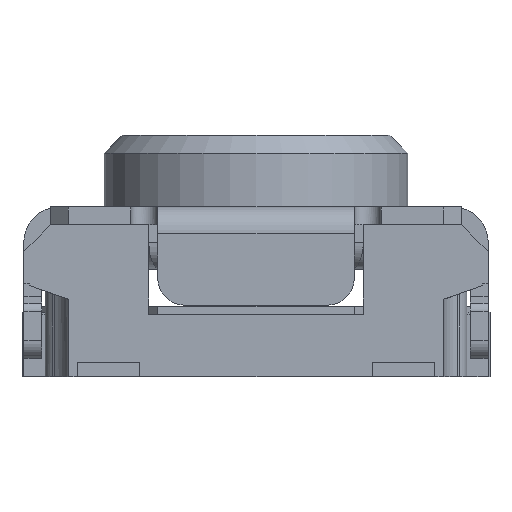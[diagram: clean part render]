
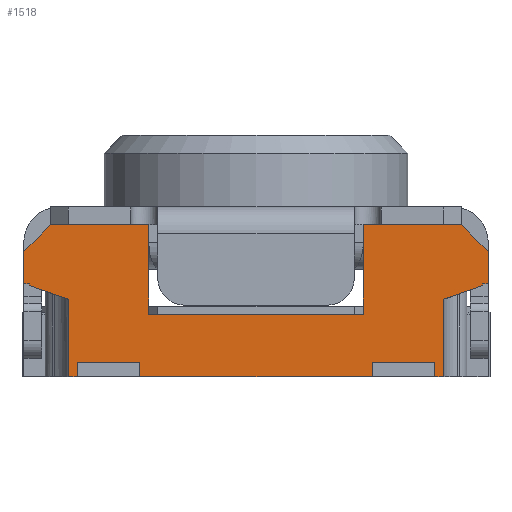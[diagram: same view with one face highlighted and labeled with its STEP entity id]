
A CAD part, left-side view. The second image highlights one B-rep face of the part: STEP entity #1518.
In plain terms, the highlighted planar face has unit normal (-1, 0, 0).
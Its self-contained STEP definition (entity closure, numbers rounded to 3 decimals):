
#273 = VERTEX_POINT('',#274);
#274 = CARTESIAN_POINT('',(-1.525,0.,1.05));
#280 = EDGE_CURVE('',#273,#281,#283,.T.);
#281 = VERTEX_POINT('',#282);
#282 = CARTESIAN_POINT('',(-1.525,0.,1.));
#283 = LINE('',#284,#285);
#284 = CARTESIAN_POINT('',(-1.525,0.,1.05));
#285 = VECTOR('',#286,1.);
#286 = DIRECTION('',(0.,0.,-1.));
#305 = VERTEX_POINT('',#306);
#306 = CARTESIAN_POINT('',(-1.525,0.,0.65));
#312 = EDGE_CURVE('',#305,#313,#315,.T.);
#313 = VERTEX_POINT('',#314);
#314 = CARTESIAN_POINT('',(-1.525,0.,-0.65));
#315 = LINE('',#316,#317);
#316 = CARTESIAN_POINT('',(-1.525,0.,0.65));
#317 = VECTOR('',#318,1.);
#318 = DIRECTION('',(0.,0.,-1.));
#337 = VERTEX_POINT('',#338);
#338 = CARTESIAN_POINT('',(-1.525,0.,-1.));
#344 = EDGE_CURVE('',#337,#345,#347,.T.);
#345 = VERTEX_POINT('',#346);
#346 = CARTESIAN_POINT('',(-1.525,0.,-1.05));
#347 = LINE('',#348,#349);
#348 = CARTESIAN_POINT('',(-1.525,0.,-1.));
#349 = VECTOR('',#350,1.);
#350 = DIRECTION('',(0.,0.,-1.));
#1499 = VERTEX_POINT('',#1500);
#1500 = CARTESIAN_POINT('',(-1.525,0.433,1.05));
#1506 = EDGE_CURVE('',#273,#1499,#1507,.T.);
#1507 = LINE('',#1508,#1509);
#1508 = CARTESIAN_POINT('',(-1.525,0.,1.05));
#1509 = VECTOR('',#1510,1.);
#1510 = DIRECTION('',(0.,1.,0.));
#1518 = ADVANCED_FACE('',(#1519),#1695,.F.);
#1519 = FACE_BOUND('',#1520,.T.);
#1520 = EDGE_LOOP('',(#1521,#1522,#1523,#1531,#1539,#1547,#1555,#1563,
    #1571,#1579,#1587,#1595,#1603,#1611,#1619,#1627,#1635,#1643,#1649,
    #1650,#1658,#1666,#1672,#1673,#1681,#1689));
#1521 = ORIENTED_EDGE('',*,*,#280,.F.);
#1522 = ORIENTED_EDGE('',*,*,#1506,.T.);
#1523 = ORIENTED_EDGE('',*,*,#1524,.F.);
#1524 = EDGE_CURVE('',#1525,#1499,#1527,.T.);
#1525 = VERTEX_POINT('',#1526);
#1526 = CARTESIAN_POINT('',(-1.525,0.51,1.27));
#1527 = LINE('',#1528,#1529);
#1528 = CARTESIAN_POINT('',(-1.525,0.51,1.27));
#1529 = VECTOR('',#1530,1.);
#1530 = DIRECTION('',(0.,-0.33,-0.944));
#1531 = ORIENTED_EDGE('',*,*,#1532,.T.);
#1532 = EDGE_CURVE('',#1525,#1533,#1535,.T.);
#1533 = VERTEX_POINT('',#1534);
#1534 = CARTESIAN_POINT('',(-1.525,0.52,1.27));
#1535 = LINE('',#1536,#1537);
#1536 = CARTESIAN_POINT('',(-1.525,0.51,1.27));
#1537 = VECTOR('',#1538,1.);
#1538 = DIRECTION('',(0.,1.,0.));
#1539 = ORIENTED_EDGE('',*,*,#1540,.F.);
#1540 = EDGE_CURVE('',#1541,#1533,#1543,.T.);
#1541 = VERTEX_POINT('',#1542);
#1542 = CARTESIAN_POINT('',(-1.525,0.52,1.3));
#1543 = LINE('',#1544,#1545);
#1544 = CARTESIAN_POINT('',(-1.525,0.52,1.3));
#1545 = VECTOR('',#1546,1.);
#1546 = DIRECTION('',(0.,0.,-1.));
#1547 = ORIENTED_EDGE('',*,*,#1548,.T.);
#1548 = EDGE_CURVE('',#1541,#1549,#1551,.T.);
#1549 = VERTEX_POINT('',#1550);
#1550 = CARTESIAN_POINT('',(-1.525,0.7,1.3));
#1551 = LINE('',#1552,#1553);
#1552 = CARTESIAN_POINT('',(-1.525,0.52,1.3));
#1553 = VECTOR('',#1554,1.);
#1554 = DIRECTION('',(0.,1.,0.));
#1555 = ORIENTED_EDGE('',*,*,#1556,.F.);
#1556 = EDGE_CURVE('',#1557,#1549,#1559,.T.);
#1557 = VERTEX_POINT('',#1558);
#1558 = CARTESIAN_POINT('',(-1.525,0.85,1.15));
#1559 = LINE('',#1560,#1561);
#1560 = CARTESIAN_POINT('',(-1.525,0.85,1.15));
#1561 = VECTOR('',#1562,1.);
#1562 = DIRECTION('',(0.,-0.707,0.707));
#1563 = ORIENTED_EDGE('',*,*,#1564,.T.);
#1564 = EDGE_CURVE('',#1557,#1565,#1567,.T.);
#1565 = VERTEX_POINT('',#1566);
#1566 = CARTESIAN_POINT('',(-1.525,0.85,0.6));
#1567 = LINE('',#1568,#1569);
#1568 = CARTESIAN_POINT('',(-1.525,0.85,1.15));
#1569 = VECTOR('',#1570,1.);
#1570 = DIRECTION('',(0.,0.,-1.));
#1571 = ORIENTED_EDGE('',*,*,#1572,.T.);
#1572 = EDGE_CURVE('',#1565,#1573,#1575,.T.);
#1573 = VERTEX_POINT('',#1574);
#1574 = CARTESIAN_POINT('',(-1.525,0.35,0.6));
#1575 = LINE('',#1576,#1577);
#1576 = CARTESIAN_POINT('',(-1.525,0.85,0.6));
#1577 = VECTOR('',#1578,1.);
#1578 = DIRECTION('',(0.,-1.,0.));
#1579 = ORIENTED_EDGE('',*,*,#1580,.T.);
#1580 = EDGE_CURVE('',#1573,#1581,#1583,.T.);
#1581 = VERTEX_POINT('',#1582);
#1582 = CARTESIAN_POINT('',(-1.525,0.35,-0.6));
#1583 = LINE('',#1584,#1585);
#1584 = CARTESIAN_POINT('',(-1.525,0.35,0.6));
#1585 = VECTOR('',#1586,1.);
#1586 = DIRECTION('',(0.,0.,-1.));
#1587 = ORIENTED_EDGE('',*,*,#1588,.T.);
#1588 = EDGE_CURVE('',#1581,#1589,#1591,.T.);
#1589 = VERTEX_POINT('',#1590);
#1590 = CARTESIAN_POINT('',(-1.525,0.85,-0.6));
#1591 = LINE('',#1592,#1593);
#1592 = CARTESIAN_POINT('',(-1.525,0.35,-0.6));
#1593 = VECTOR('',#1594,1.);
#1594 = DIRECTION('',(0.,1.,0.));
#1595 = ORIENTED_EDGE('',*,*,#1596,.T.);
#1596 = EDGE_CURVE('',#1589,#1597,#1599,.T.);
#1597 = VERTEX_POINT('',#1598);
#1598 = CARTESIAN_POINT('',(-1.525,0.85,-1.15));
#1599 = LINE('',#1600,#1601);
#1600 = CARTESIAN_POINT('',(-1.525,0.85,-0.6));
#1601 = VECTOR('',#1602,1.);
#1602 = DIRECTION('',(0.,0.,-1.));
#1603 = ORIENTED_EDGE('',*,*,#1604,.F.);
#1604 = EDGE_CURVE('',#1605,#1597,#1607,.T.);
#1605 = VERTEX_POINT('',#1606);
#1606 = CARTESIAN_POINT('',(-1.525,0.7,-1.3));
#1607 = LINE('',#1608,#1609);
#1608 = CARTESIAN_POINT('',(-1.525,0.7,-1.3));
#1609 = VECTOR('',#1610,1.);
#1610 = DIRECTION('',(0.,0.707,0.707));
#1611 = ORIENTED_EDGE('',*,*,#1612,.T.);
#1612 = EDGE_CURVE('',#1605,#1613,#1615,.T.);
#1613 = VERTEX_POINT('',#1614);
#1614 = CARTESIAN_POINT('',(-1.525,0.52,-1.3));
#1615 = LINE('',#1616,#1617);
#1616 = CARTESIAN_POINT('',(-1.525,0.7,-1.3));
#1617 = VECTOR('',#1618,1.);
#1618 = DIRECTION('',(0.,-1.,0.));
#1619 = ORIENTED_EDGE('',*,*,#1620,.T.);
#1620 = EDGE_CURVE('',#1613,#1621,#1623,.T.);
#1621 = VERTEX_POINT('',#1622);
#1622 = CARTESIAN_POINT('',(-1.525,0.52,-1.27));
#1623 = LINE('',#1624,#1625);
#1624 = CARTESIAN_POINT('',(-1.525,0.52,-1.3));
#1625 = VECTOR('',#1626,1.);
#1626 = DIRECTION('',(0.,0.,1.));
#1627 = ORIENTED_EDGE('',*,*,#1628,.T.);
#1628 = EDGE_CURVE('',#1621,#1629,#1631,.T.);
#1629 = VERTEX_POINT('',#1630);
#1630 = CARTESIAN_POINT('',(-1.525,0.51,-1.27));
#1631 = LINE('',#1632,#1633);
#1632 = CARTESIAN_POINT('',(-1.525,0.52,-1.27));
#1633 = VECTOR('',#1634,1.);
#1634 = DIRECTION('',(0.,-1.,0.));
#1635 = ORIENTED_EDGE('',*,*,#1636,.F.);
#1636 = EDGE_CURVE('',#1637,#1629,#1639,.T.);
#1637 = VERTEX_POINT('',#1638);
#1638 = CARTESIAN_POINT('',(-1.525,0.433,-1.05));
#1639 = LINE('',#1640,#1641);
#1640 = CARTESIAN_POINT('',(-1.525,0.433,-1.05));
#1641 = VECTOR('',#1642,1.);
#1642 = DIRECTION('',(0.,0.33,-0.944));
#1643 = ORIENTED_EDGE('',*,*,#1644,.T.);
#1644 = EDGE_CURVE('',#1637,#345,#1645,.T.);
#1645 = LINE('',#1646,#1647);
#1646 = CARTESIAN_POINT('',(-1.525,0.433,-1.05));
#1647 = VECTOR('',#1648,1.);
#1648 = DIRECTION('',(0.,-1.,0.));
#1649 = ORIENTED_EDGE('',*,*,#344,.F.);
#1650 = ORIENTED_EDGE('',*,*,#1651,.T.);
#1651 = EDGE_CURVE('',#337,#1652,#1654,.T.);
#1652 = VERTEX_POINT('',#1653);
#1653 = CARTESIAN_POINT('',(-1.525,0.08,-1.));
#1654 = LINE('',#1655,#1656);
#1655 = CARTESIAN_POINT('',(-1.525,0.,-1.));
#1656 = VECTOR('',#1657,1.);
#1657 = DIRECTION('',(0.,1.,0.));
#1658 = ORIENTED_EDGE('',*,*,#1659,.T.);
#1659 = EDGE_CURVE('',#1652,#1660,#1662,.T.);
#1660 = VERTEX_POINT('',#1661);
#1661 = CARTESIAN_POINT('',(-1.525,0.08,-0.65));
#1662 = LINE('',#1663,#1664);
#1663 = CARTESIAN_POINT('',(-1.525,0.08,-1.));
#1664 = VECTOR('',#1665,1.);
#1665 = DIRECTION('',(0.,0.,1.));
#1666 = ORIENTED_EDGE('',*,*,#1667,.T.);
#1667 = EDGE_CURVE('',#1660,#313,#1668,.T.);
#1668 = LINE('',#1669,#1670);
#1669 = CARTESIAN_POINT('',(-1.525,0.08,-0.65));
#1670 = VECTOR('',#1671,1.);
#1671 = DIRECTION('',(0.,-1.,0.));
#1672 = ORIENTED_EDGE('',*,*,#312,.F.);
#1673 = ORIENTED_EDGE('',*,*,#1674,.T.);
#1674 = EDGE_CURVE('',#305,#1675,#1677,.T.);
#1675 = VERTEX_POINT('',#1676);
#1676 = CARTESIAN_POINT('',(-1.525,0.08,0.65));
#1677 = LINE('',#1678,#1679);
#1678 = CARTESIAN_POINT('',(-1.525,0.,0.65));
#1679 = VECTOR('',#1680,1.);
#1680 = DIRECTION('',(0.,1.,0.));
#1681 = ORIENTED_EDGE('',*,*,#1682,.T.);
#1682 = EDGE_CURVE('',#1675,#1683,#1685,.T.);
#1683 = VERTEX_POINT('',#1684);
#1684 = CARTESIAN_POINT('',(-1.525,0.08,1.));
#1685 = LINE('',#1686,#1687);
#1686 = CARTESIAN_POINT('',(-1.525,0.08,0.65));
#1687 = VECTOR('',#1688,1.);
#1688 = DIRECTION('',(0.,0.,1.));
#1689 = ORIENTED_EDGE('',*,*,#1690,.F.);
#1690 = EDGE_CURVE('',#281,#1683,#1691,.T.);
#1691 = LINE('',#1692,#1693);
#1692 = CARTESIAN_POINT('',(-1.525,0.,1.));
#1693 = VECTOR('',#1694,1.);
#1694 = DIRECTION('',(0.,1.,0.));
#1695 = PLANE('',#1696);
#1696 = AXIS2_PLACEMENT_3D('',#1697,#1698,#1699);
#1697 = CARTESIAN_POINT('',(-1.525,0.425,0.));
#1698 = DIRECTION('',(1.,0.,0.));
#1699 = DIRECTION('',(0.,1.,0.));
